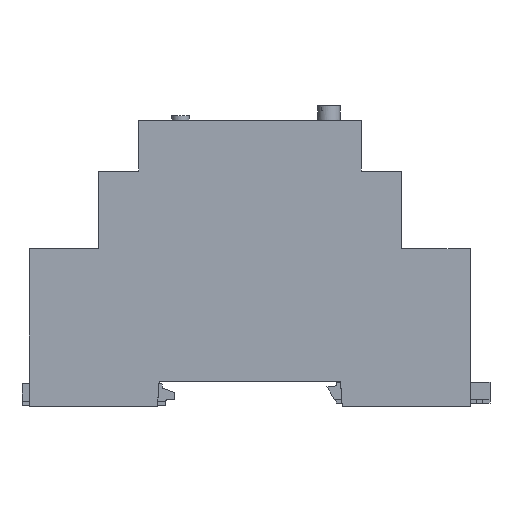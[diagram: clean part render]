
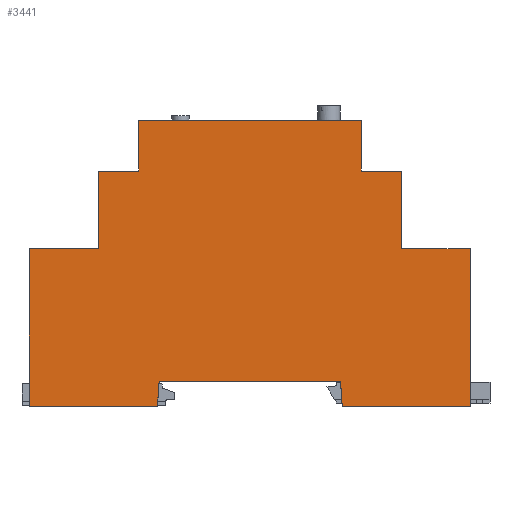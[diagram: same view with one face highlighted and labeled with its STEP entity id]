
A CAD part, left-side view. The second image highlights one B-rep face of the part: STEP entity #3441.
In plain terms, the highlighted planar face has unit normal (-1, 0, 0).
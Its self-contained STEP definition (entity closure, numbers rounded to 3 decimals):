
#3441=ADVANCED_FACE('',(#11153),#11155,.T.);
#11153=FACE_BOUND('',#11154,.T.);
#11154=EDGE_LOOP('',(#18209,#18210,#18211,#18212,#18213,#18214,#18215,#18216,#18217,
#18218,#18219,#18220,#18221,#18222,#18223,#18224));
#11155=PLANE('',#11156);
#11156=AXIS2_PLACEMENT_3D('',#11157,#11158,#11159);
#11157=CARTESIAN_POINT('',(-44.,0.,0.));
#11158=DIRECTION('',(-1.,0.,0.));
#11159=DIRECTION('',(0.,0.,-1.));
#18209=ORIENTED_EDGE('',*,*,#22930,.T.);
#18210=ORIENTED_EDGE('',*,*,#22931,.T.);
#18211=ORIENTED_EDGE('',*,*,#22932,.T.);
#18212=ORIENTED_EDGE('',*,*,#22933,.T.);
#18213=ORIENTED_EDGE('',*,*,#22934,.T.);
#18214=ORIENTED_EDGE('',*,*,#22935,.T.);
#18215=ORIENTED_EDGE('',*,*,#22936,.T.);
#18216=ORIENTED_EDGE('',*,*,#22937,.T.);
#18217=ORIENTED_EDGE('',*,*,#22938,.T.);
#18218=ORIENTED_EDGE('',*,*,#22939,.T.);
#18219=ORIENTED_EDGE('',*,*,#22940,.T.);
#18220=ORIENTED_EDGE('',*,*,#22765,.T.);
#18221=ORIENTED_EDGE('',*,*,#22929,.T.);
#18222=ORIENTED_EDGE('',*,*,#22941,.T.);
#18223=ORIENTED_EDGE('',*,*,#22942,.T.);
#18224=ORIENTED_EDGE('',*,*,#22943,.T.);
#22765=EDGE_CURVE('',#26489,#26487,#26490,.T.);
#22929=EDGE_CURVE('',#26487,#26804,#26806,.T.);
#22930=EDGE_CURVE('',#26807,#26808,#26809,.T.);
#22931=EDGE_CURVE('',#26808,#26810,#26811,.T.);
#22932=EDGE_CURVE('',#26810,#26812,#26813,.T.);
#22933=EDGE_CURVE('',#26812,#26814,#26815,.T.);
#22934=EDGE_CURVE('',#26814,#26816,#26817,.T.);
#22935=EDGE_CURVE('',#26816,#26818,#26819,.T.);
#22936=EDGE_CURVE('',#26818,#26820,#26821,.T.);
#22937=EDGE_CURVE('',#26820,#26822,#26823,.T.);
#22938=EDGE_CURVE('',#26822,#26824,#26825,.T.);
#22939=EDGE_CURVE('',#26824,#26826,#26827,.T.);
#22940=EDGE_CURVE('',#26826,#26489,#26828,.T.);
#22941=EDGE_CURVE('',#26804,#26829,#26830,.T.);
#22942=EDGE_CURVE('',#26829,#26831,#26832,.T.);
#22943=EDGE_CURVE('',#26831,#26807,#26833,.T.);
#26487=VERTEX_POINT('',#33688);
#26489=VERTEX_POINT('',#33692);
#26490=LINE('',#33693,#33694);
#26804=VERTEX_POINT('',#34442);
#26806=LINE('',#34446,#34447);
#26807=VERTEX_POINT('',#34449);
#26808=VERTEX_POINT('',#34450);
#26809=LINE('',#34451,#34452);
#26810=VERTEX_POINT('',#34454);
#26811=LINE('',#34455,#34456);
#26812=VERTEX_POINT('',#34458);
#26813=LINE('',#34459,#34460);
#26814=VERTEX_POINT('',#34462);
#26815=LINE('',#34463,#34464);
#26816=VERTEX_POINT('',#34466);
#26817=LINE('',#34467,#34468);
#26818=VERTEX_POINT('',#34470);
#26819=LINE('',#34471,#34472);
#26820=VERTEX_POINT('',#34474);
#26821=LINE('',#34475,#34476);
#26822=VERTEX_POINT('',#34478);
#26823=LINE('',#34479,#34480);
#26824=VERTEX_POINT('',#34482);
#26825=LINE('',#34483,#34484);
#26826=VERTEX_POINT('',#34486);
#26827=LINE('',#34487,#34488);
#26828=LINE('',#34490,#34491);
#26829=VERTEX_POINT('',#34493);
#26830=LINE('',#34494,#34495);
#26831=VERTEX_POINT('',#34497);
#26832=LINE('',#34498,#34499);
#26833=LINE('',#34501,#34502);
#33688=CARTESIAN_POINT('',(-44.,22.5,52.804));
#33692=CARTESIAN_POINT('',(-44.,-22.5,52.804));
#33693=CARTESIAN_POINT('',(-44.,-22.5,52.804));
#33694=VECTOR('',#33695,1.);
#33695=DIRECTION('',(0.,1.,0.));
#34442=CARTESIAN_POINT('',(-44.,22.5,42.606));
#34446=CARTESIAN_POINT('',(-44.,22.5,52.804));
#34447=VECTOR('',#34448,1.);
#34448=DIRECTION('',(0.,0.,-1.));
#34449=CARTESIAN_POINT('',(-44.,44.6,26.878));
#34450=CARTESIAN_POINT('',(-44.,44.6,-4.987));
#34451=CARTESIAN_POINT('',(-44.,44.6,26.878));
#34452=VECTOR('',#34453,1.);
#34453=DIRECTION('',(0.,0.,-1.));
#34454=CARTESIAN_POINT('',(-44.,18.7,-4.987));
#34455=CARTESIAN_POINT('',(-44.,44.6,-4.987));
#34456=VECTOR('',#34457,1.);
#34457=DIRECTION('',(0.,-1.,0.));
#34458=CARTESIAN_POINT('',(-44.,18.351,0.));
#34459=CARTESIAN_POINT('',(-44.,18.7,-4.987));
#34460=VECTOR('',#34461,1.);
#34461=DIRECTION('',(0.,-0.07,0.998));
#34462=CARTESIAN_POINT('',(-44.,-18.351,0.));
#34463=CARTESIAN_POINT('',(-44.,18.351,0.));
#34464=VECTOR('',#34465,1.);
#34465=DIRECTION('',(0.,-1.,0.));
#34466=CARTESIAN_POINT('',(-44.,-18.7,-4.987));
#34467=CARTESIAN_POINT('',(-44.,-18.351,0.));
#34468=VECTOR('',#34469,1.);
#34469=DIRECTION('',(0.,-0.07,-0.998));
#34470=CARTESIAN_POINT('',(-44.,-44.6,-4.987));
#34471=CARTESIAN_POINT('',(-44.,-18.7,-4.987));
#34472=VECTOR('',#34473,1.);
#34473=DIRECTION('',(0.,-1.,0.));
#34474=CARTESIAN_POINT('',(-44.,-44.6,26.878));
#34475=CARTESIAN_POINT('',(-44.,-44.6,-4.987));
#34476=VECTOR('',#34477,1.);
#34477=DIRECTION('',(0.,0.,1.));
#34478=CARTESIAN_POINT('',(-44.,-30.7,26.878));
#34479=CARTESIAN_POINT('',(-44.,-44.6,26.878));
#34480=VECTOR('',#34481,1.);
#34481=DIRECTION('',(0.,1.,0.));
#34482=CARTESIAN_POINT('',(-44.,-30.7,42.606));
#34483=CARTESIAN_POINT('',(-44.,-30.7,26.878));
#34484=VECTOR('',#34485,1.);
#34485=DIRECTION('',(0.,0.,1.));
#34486=CARTESIAN_POINT('',(-44.,-22.5,42.606));
#34487=CARTESIAN_POINT('',(-44.,-30.7,42.606));
#34488=VECTOR('',#34489,1.);
#34489=DIRECTION('',(0.,1.,0.));
#34490=CARTESIAN_POINT('',(-44.,-22.5,42.606));
#34491=VECTOR('',#34492,1.);
#34492=DIRECTION('',(0.,0.,1.));
#34493=CARTESIAN_POINT('',(-44.,30.7,42.606));
#34494=CARTESIAN_POINT('',(-44.,22.5,42.606));
#34495=VECTOR('',#34496,1.);
#34496=DIRECTION('',(0.,1.,0.));
#34497=CARTESIAN_POINT('',(-44.,30.7,26.878));
#34498=CARTESIAN_POINT('',(-44.,30.7,42.606));
#34499=VECTOR('',#34500,1.);
#34500=DIRECTION('',(0.,0.,-1.));
#34501=CARTESIAN_POINT('',(-44.,30.7,26.878));
#34502=VECTOR('',#34503,1.);
#34503=DIRECTION('',(0.,1.,0.));
